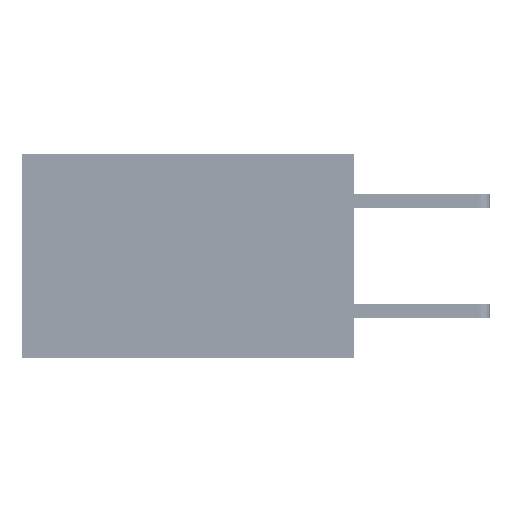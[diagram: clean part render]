
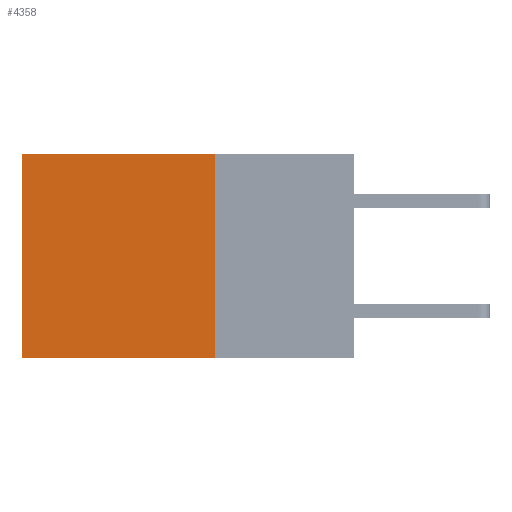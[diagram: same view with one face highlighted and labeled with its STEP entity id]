
A CAD part, left-side view. The second image highlights one B-rep face of the part: STEP entity #4358.
In plain terms, the highlighted planar face has unit normal (-1, 0, 0).
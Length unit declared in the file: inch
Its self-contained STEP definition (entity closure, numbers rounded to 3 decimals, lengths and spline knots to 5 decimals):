
#663 = CARTESIAN_POINT ( 'NONE',  ( 0.2875, 0.25, 0. ) ) ;
#864 = VERTEX_POINT ( 'NONE', #29922 ) ;
#1350 = AXIS2_PLACEMENT_3D ( 'NONE', #4723, #39617, #18901 ) ;
#1676 = CARTESIAN_POINT ( 'NONE',  ( 0.2875, 0.6, 0. ) ) ;
#2420 = VECTOR ( 'NONE', #37629, 39.37008 ) ;
#3936 = EDGE_CURVE ( 'NONE', #40525, #6035, #43832, .T. ) ;
#4358 = ADVANCED_FACE ( 'NONE', ( #25645 ), #15388, .F. ) ;
#4723 = CARTESIAN_POINT ( 'NONE',  ( 0.2875, 0.25, 0. ) ) ;
#4970 = ORIENTED_EDGE ( 'NONE', *, *, #21197, .F. ) ;
#6035 = VERTEX_POINT ( 'NONE', #1676 ) ;
#6653 = DIRECTION ( 'NONE',  ( 0., 0., -1. ) ) ;
#10263 = DIRECTION ( 'NONE',  ( 0., 0., -1. ) ) ;
#10318 = ORIENTED_EDGE ( 'NONE', *, *, #45471, .T. ) ;
#12508 = EDGE_CURVE ( 'NONE', #15587, #864, #12766, .T. ) ;
#12766 = LINE ( 'NONE', #40902, #2420 ) ;
#13071 = LINE ( 'NONE', #24436, #33594 ) ;
#15388 = PLANE ( 'NONE',  #1350 ) ;
#15587 = VERTEX_POINT ( 'NONE', #42083 ) ;
#18901 = DIRECTION ( 'NONE',  ( 0., 0., -1. ) ) ;
#19161 = CARTESIAN_POINT ( 'NONE',  ( 0.2875, 0.25, 0. ) ) ;
#20729 = VECTOR ( 'NONE', #33359, 39.37008 ) ;
#21197 = EDGE_CURVE ( 'NONE', #40525, #15587, #13071, .T. ) ;
#23802 = EDGE_LOOP ( 'NONE', ( #10318, #31010, #4970, #31021 ) ) ;
#24326 = LINE ( 'NONE', #38516, #27951 ) ;
#24436 = CARTESIAN_POINT ( 'NONE',  ( 0.2875, 0.25, 0. ) ) ;
#25645 = FACE_OUTER_BOUND ( 'NONE', #23802, .T. ) ;
#27951 = VECTOR ( 'NONE', #6653, 39.37008 ) ;
#29922 = CARTESIAN_POINT ( 'NONE',  ( 0.2875, 0.6, -0.37 ) ) ;
#31010 = ORIENTED_EDGE ( 'NONE', *, *, #12508, .F. ) ;
#31021 = ORIENTED_EDGE ( 'NONE', *, *, #3936, .T. ) ;
#33359 = DIRECTION ( 'NONE',  ( 0., 1., 0. ) ) ;
#33594 = VECTOR ( 'NONE', #10263, 39.37008 ) ;
#37629 = DIRECTION ( 'NONE',  ( 0., 1., 0. ) ) ;
#38516 = CARTESIAN_POINT ( 'NONE',  ( 0.2875, 0.6, 0. ) ) ;
#39617 = DIRECTION ( 'NONE',  ( 1., 0., 0. ) ) ;
#40525 = VERTEX_POINT ( 'NONE', #663 ) ;
#40902 = CARTESIAN_POINT ( 'NONE',  ( 0.2875, 0.25, -0.37 ) ) ;
#42083 = CARTESIAN_POINT ( 'NONE',  ( 0.2875, 0.25, -0.37 ) ) ;
#43832 = LINE ( 'NONE', #19161, #20729 ) ;
#45471 = EDGE_CURVE ( 'NONE', #6035, #864, #24326, .T. ) ;
